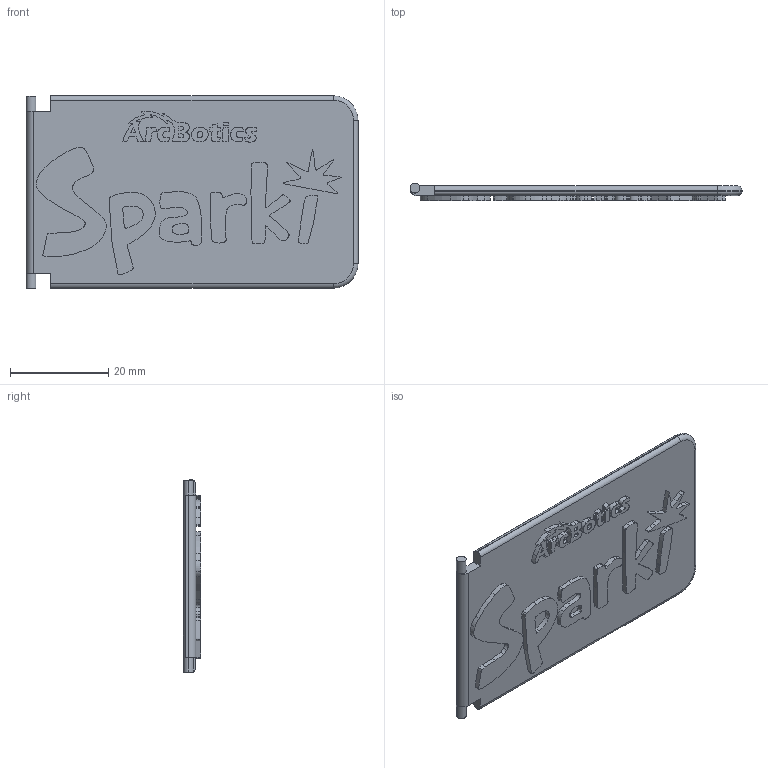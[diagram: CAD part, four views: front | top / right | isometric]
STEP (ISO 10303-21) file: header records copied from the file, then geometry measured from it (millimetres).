
FILE_DESCRIPTION (( 'STEP AP203' ), '1' );
FILE_NAME ('Door.STEP', '2013-09-02T04:55:39', ( '' ), ( '' ), 'SwSTEP 2.0', 'SolidWorks 2013', '' );
FILE_SCHEMA (( 'CONFIG_CONTROL_DESIGN' ));
Length unit declared in the file: millimetre
Products named in the file (1): Door
Bounding box: 67.5 x 3.5 x 39.1 mm (x, y, z)
Volume: 5699.8 mm3; surface area: 6012.7 mm2
Topology: 1 solids, 1 shells, 478 faces, 1348 edges, 894 vertices
Faces by surface type: bspline 353, plane 109, cylinder 12, torus 4
Entity records: 17319 total; most frequent: CARTESIAN_POINT 7302, ORIENTED_EDGE 2696, EDGE_CURVE 1348, DIRECTION 926, VERTEX_POINT 894, B_SPLINE_CURVE_WITH_KNOTS 706, LINE 610, VECTOR 610
